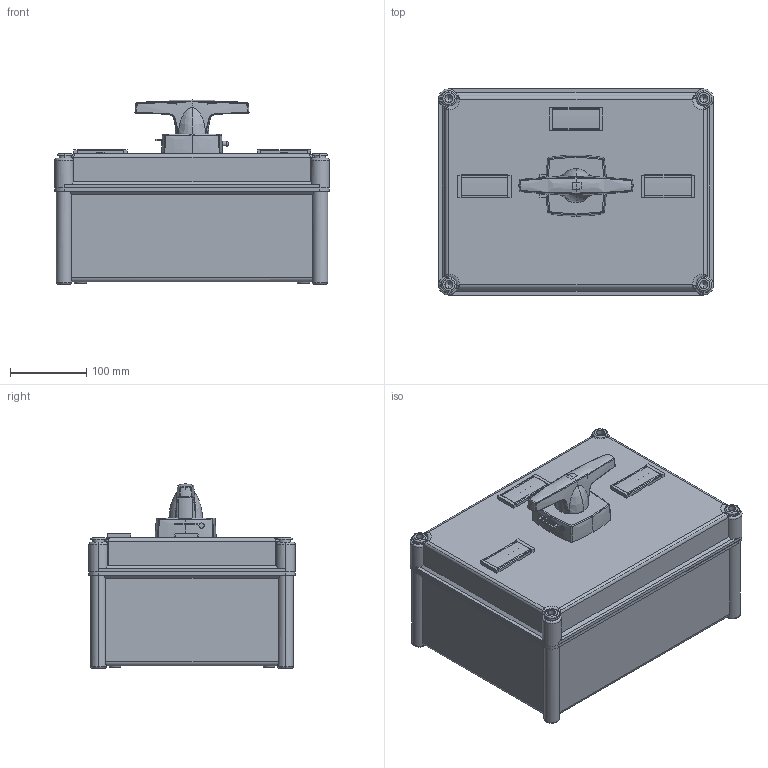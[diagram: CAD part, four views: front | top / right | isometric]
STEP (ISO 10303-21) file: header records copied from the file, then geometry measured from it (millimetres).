
FILE_DESCRIPTION (( 'STEP AP214' ), '1' );
FILE_NAME ('SSK32-63-4.STEP', '2017-07-19T13:01:45', ( '' ), ( '' ), 'SwSTEP 2.0', 'SolidWorks 2017', '' );
FILE_SCHEMA (( 'AUTOMOTIVE_DESIGN' ));
Length unit declared in the file: millimetre
Products named in the file (2): SSK32-63-4-1; SSK32-63-4
Assembly tree (1 placements, depth 2):
  SSK32-63-4
    SSK32-63-4-1
Bounding box: 360 x 270.01 x 241.41 mm (x, y, z)
Volume: 2313237.4 mm3; surface area: 1417761.4 mm2
Topology: 36 solids, 38 shells, 4253 faces, 11582 edges, 7380 vertices
Faces by surface type: plane 2890, cylinder 955, cone 148, torus 123, bspline 70, sphere 67
Entity records: 139238 total; most frequent: CARTESIAN_POINT 28444, ORIENTED_EDGE 23030, DIRECTION 21963, EDGE_CURVE 11515, VECTOR 8757, LINE 8757, VERTEX_POINT 7380, AXIS2_PLACEMENT_3D 6603
